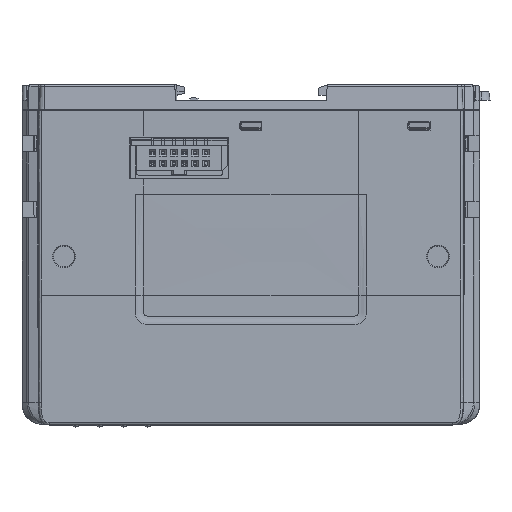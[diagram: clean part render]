
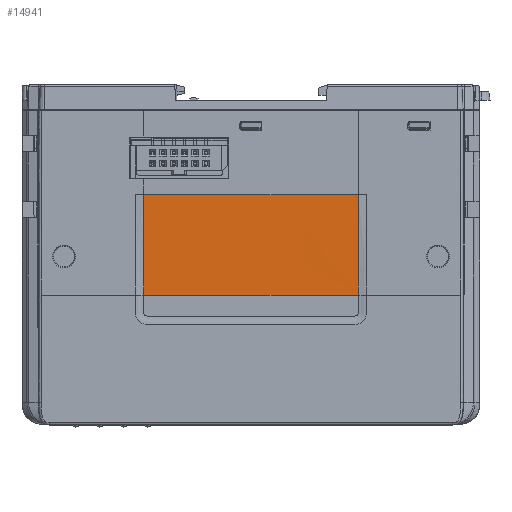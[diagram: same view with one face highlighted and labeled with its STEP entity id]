
A CAD part, top view. The second image highlights one B-rep face of the part: STEP entity #14941.
In plain terms, the highlighted free-form (B-spline) face has degree [3, 3] with [7, 4] control points.
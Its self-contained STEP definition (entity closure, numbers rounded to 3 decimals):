
#843 = FACE_OUTER_BOUND ( 'NONE', #57780, .T. ) ;
#1094 = CARTESIAN_POINT ( 'NONE',  ( -25.537, -43.918, 13.2 ) ) ;
#1099 = CARTESIAN_POINT ( 'NONE',  ( -25.537, -35.945, 13.2 ) ) ;
#1101 = CARTESIAN_POINT ( 'NONE',  ( -25.537, -27.973, 13.5 ) ) ;
#1103 = CARTESIAN_POINT ( 'NONE',  ( -25.537, -20., 13.5 ) ) ;
#1104 = CARTESIAN_POINT ( 'NONE',  ( -21.28, -43.918, 13.2 ) ) ;
#1106 = CARTESIAN_POINT ( 'NONE',  ( -21.28, -35.945, 13.2 ) ) ;
#1108 = CARTESIAN_POINT ( 'NONE',  ( -21.28, -27.973, 13.5 ) ) ;
#1110 = CARTESIAN_POINT ( 'NONE',  ( -21.28, -20., 13.5 ) ) ;
#1111 = CARTESIAN_POINT ( 'NONE',  ( -12.768, -43.918, 13.2 ) ) ;
#1113 = CARTESIAN_POINT ( 'NONE',  ( -12.768, -35.945, 13.2 ) ) ;
#1115 = CARTESIAN_POINT ( 'NONE',  ( -12.768, -27.973, 13.5 ) ) ;
#1117 = CARTESIAN_POINT ( 'NONE',  ( -12.768, -20., 13.5 ) ) ;
#1118 = CARTESIAN_POINT ( 'NONE',  ( 0., -43.918, 13.2 ) ) ;
#1120 = CARTESIAN_POINT ( 'NONE',  ( 0., -35.945, 13.2 ) ) ;
#1122 = CARTESIAN_POINT ( 'NONE',  ( 0., -27.973, 13.5 ) ) ;
#1124 = CARTESIAN_POINT ( 'NONE',  ( 0., -20., 13.5 ) ) ;
#1125 = CARTESIAN_POINT ( 'NONE',  ( 12.768, -43.918, 13.2 ) ) ;
#1127 = CARTESIAN_POINT ( 'NONE',  ( 12.768, -35.945, 13.2 ) ) ;
#1129 = CARTESIAN_POINT ( 'NONE',  ( 12.768, -27.973, 13.5 ) ) ;
#1131 = CARTESIAN_POINT ( 'NONE',  ( 12.768, -20., 13.5 ) ) ;
#1133 = CARTESIAN_POINT ( 'NONE',  ( 21.28, -43.918, 13.2 ) ) ;
#1135 = CARTESIAN_POINT ( 'NONE',  ( 21.28, -35.945, 13.2 ) ) ;
#1137 = CARTESIAN_POINT ( 'NONE',  ( 21.28, -27.973, 13.5 ) ) ;
#1139 = CARTESIAN_POINT ( 'NONE',  ( 21.28, -20., 13.5 ) ) ;
#1140 = CARTESIAN_POINT ( 'NONE',  ( 25.537, -43.918, 13.2 ) ) ;
#1141 = CARTESIAN_POINT ( 'NONE',  ( 25.537, -35.945, 13.2 ) ) ;
#1143 = CARTESIAN_POINT ( 'NONE',  ( 25.537, -27.973, 13.5 ) ) ;
#1145 = CARTESIAN_POINT ( 'NONE',  ( 25.537, -20., 13.5 ) ) ;
#14941 = ADVANCED_FACE ( 'NONE', ( #843 ), #43092, .T. ) ;
#28542 = CARTESIAN_POINT ( 'NONE',  ( -25.537, -20., 13.5 ) ) ;
#28578 = CARTESIAN_POINT ( 'NONE',  ( -25.537, -43.918, 13.2 ) ) ;
#33360 = VECTOR ( 'NONE', #37234, 1000. ) ;
#33363 = VECTOR ( 'NONE', #37241, 1000. ) ;
#37182 = CARTESIAN_POINT ( 'NONE',  ( -25.537, -39.932, 13.2 ) ) ;
#37185 = CARTESIAN_POINT ( 'NONE',  ( -25.537, -31.959, 13.35 ) ) ;
#37222 = CARTESIAN_POINT ( 'NONE',  ( -25.537, -43.918, 13.2 ) ) ;
#37224 = LINE ( 'NONE', #37229, #33360 ) ;
#37226 = CARTESIAN_POINT ( 'NONE',  ( -25.537, -23.987, 13.5 ) ) ;
#37228 = CARTESIAN_POINT ( 'NONE',  ( -25.537, -20., 13.5 ) ) ;
#37229 = CARTESIAN_POINT ( 'NONE',  ( -48., -20., 13.5 ) ) ;
#37234 = DIRECTION ( 'NONE',  ( 1., 0., 0. ) ) ;
#37236 = LINE ( 'NONE', #37240, #33363 ) ;
#37240 = CARTESIAN_POINT ( 'NONE',  ( 0., -43.918, 13.2 ) ) ;
#37241 = DIRECTION ( 'NONE',  ( 1., 0., 0. ) ) ;
#37532 = CARTESIAN_POINT ( 'NONE',  ( 25.537, -43.918, 13.2 ) ) ;
#37550 = CARTESIAN_POINT ( 'NONE',  ( 25.537, -35.945, 13.2 ) ) ;
#37557 = CARTESIAN_POINT ( 'NONE',  ( 25.537, -27.973, 13.5 ) ) ;
#37559 = CARTESIAN_POINT ( 'NONE',  ( 25.537, -20., 13.5 ) ) ;
#39369 = EDGE_CURVE ( 'NONE', #61833, #61759, #69053, .T. ) ;
#39371 = EDGE_CURVE ( 'NONE', #61759, #49068, #37224, .T. ) ;
#39373 = EDGE_CURVE ( 'NONE', #61833, #48858, #37236, .T. ) ;
#39429 = EDGE_CURVE ( 'NONE', #48858, #49068, #69069, .T. ) ;
#39969 = ORIENTED_EDGE ( 'NONE', *, *, #39373, .T. ) ;
#40025 = ORIENTED_EDGE ( 'NONE', *, *, #39371, .F. ) ;
#40095 = ORIENTED_EDGE ( 'NONE', *, *, #39369, .F. ) ;
#40202 = ORIENTED_EDGE ( 'NONE', *, *, #39429, .T. ) ;
#40930 = CARTESIAN_POINT ( 'NONE',  ( 25.537, -43.918, 13.2 ) ) ;
#41287 = CARTESIAN_POINT ( 'NONE',  ( 25.537, -20., 13.5 ) ) ;
#43092 = B_SPLINE_SURFACE_WITH_KNOTS ( 'NONE', 3, 3, ( 
 ( #1094, #1099, #1101, #1103 ),
 ( #1104, #1106, #1108, #1110 ),
 ( #1111, #1113, #1115, #1117 ),
 ( #1118, #1120, #1122, #1124 ),
 ( #1125, #1127, #1129, #1131 ),
 ( #1133, #1135, #1137, #1139 ),
 ( #1140, #1141, #1143, #1145 ) ),
 .UNSPECIFIED., .F., .F., .F.,
 ( 4, 1, 1, 1, 4 ),
 ( 4, 4 ),
 ( 0., 0.25, 0.5, 0.75, 1. ),
 ( 0., 1. ),
 .UNSPECIFIED. ) ;
#48858 = VERTEX_POINT ( 'NONE', #40930 ) ;
#49068 = VERTEX_POINT ( 'NONE', #41287 ) ;
#57780 = EDGE_LOOP ( 'NONE', ( #39969, #40202, #40025, #40095 ) ) ;
#61759 = VERTEX_POINT ( 'NONE', #28542 ) ;
#61833 = VERTEX_POINT ( 'NONE', #28578 ) ;
#69053 = B_SPLINE_CURVE_WITH_KNOTS ( 'NONE', 3,
 ( #37222, #37182, #37185, #37226, #37228 ),
 .UNSPECIFIED., .F., .F.,
 ( 4, 1, 4 ),
 ( 0., 0.5, 1. ),
 .UNSPECIFIED. ) ;
#69069 = B_SPLINE_CURVE_WITH_KNOTS ( 'NONE', 3,
 ( #37532, #37550, #37557, #37559 ),
 .UNSPECIFIED., .F., .F.,
 ( 4, 4 ),
 ( 0., 1. ),
 .UNSPECIFIED. ) ;
